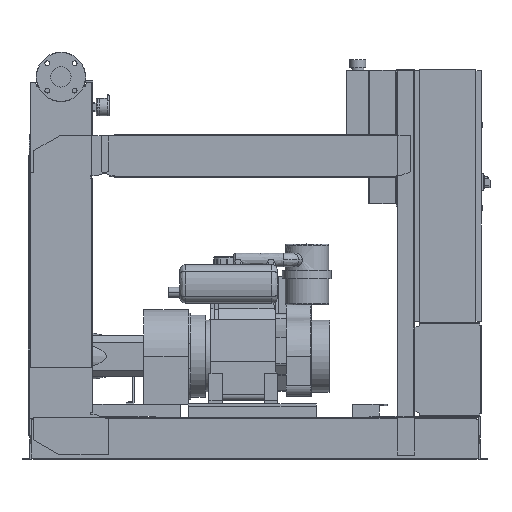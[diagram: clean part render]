
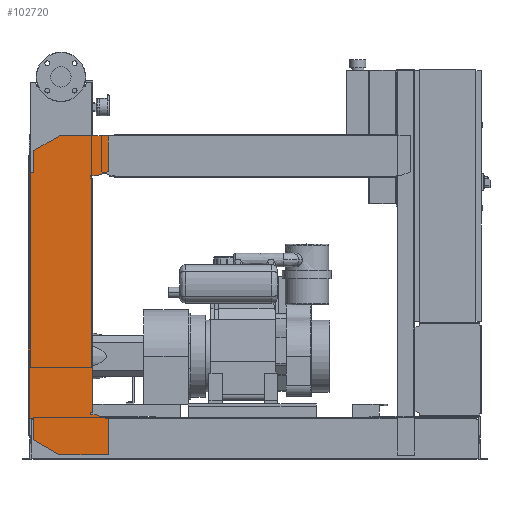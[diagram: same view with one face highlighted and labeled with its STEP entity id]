
A CAD part, front view. The second image highlights one B-rep face of the part: STEP entity #102720.
In plain terms, the highlighted free-form (B-spline) face has degree [1, 1] with [2, 2] control points.
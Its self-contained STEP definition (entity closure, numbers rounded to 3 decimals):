
#102205=CARTESIAN_POINT('',(-102.0,-463.5,1076.0));
#102206=VERTEX_POINT('',#102205);
#102213=CARTESIAN_POINT('',(-102.0,-463.5,1158.574));
#102214=VERTEX_POINT('',#102213);
#102215=CARTESIAN_POINT('',(-102.0,-463.5,1076.0));
#102216=DIRECTION('',(0.0,0.0,1.0));
#102217=VECTOR('',#102216,82.574);
#102218=LINE('',#102215,#102217);
#102219=EDGE_CURVE('',#102206,#102214,#102218,.T.);
#102237=CARTESIAN_POINT('',(-6.,-463.5,1214.0));
#102238=VERTEX_POINT('',#102237);
#102239=CARTESIAN_POINT('',(-102.0,-463.5,1158.574));
#102240=DIRECTION('',(0.866,0.0,0.5));
#102241=VECTOR('',#102240,110.851);
#102242=LINE('',#102239,#102241);
#102243=EDGE_CURVE('',#102214,#102238,#102242,.T.);
#102261=CARTESIAN_POINT('',(177.0,-463.5,1214.0));
#102262=VERTEX_POINT('',#102261);
#102263=CARTESIAN_POINT('',(-6.,-463.5,1214.0));
#102264=DIRECTION('',(1.0,0.0,0.0));
#102265=VECTOR('',#102264,183.0);
#102266=LINE('',#102263,#102265);
#102267=EDGE_CURVE('',#102238,#102262,#102266,.T.);
#102285=CARTESIAN_POINT('',(177.0,-463.5,1080.379));
#102286=VERTEX_POINT('',#102285);
#102287=CARTESIAN_POINT('',(177.0,-463.5,1214.0));
#102288=DIRECTION('',(0.0,0.0,-1.0));
#102289=VECTOR('',#102288,133.621);
#102290=LINE('',#102287,#102289);
#102291=EDGE_CURVE('',#102262,#102286,#102290,.T.);
#102309=CARTESIAN_POINT('',(132.,-463.5,1064.0));
#102310=VERTEX_POINT('',#102309);
#102311=CARTESIAN_POINT('',(177.0,-463.5,1080.379));
#102312=DIRECTION('',(-0.94,0.0,-0.342));
#102313=VECTOR('',#102312,47.888);
#102314=LINE('',#102311,#102313);
#102315=EDGE_CURVE('',#102286,#102310,#102314,.T.);
#102333=CARTESIAN_POINT('',(112.0,-463.5,1064.0));
#102334=VERTEX_POINT('',#102333);
#102335=CARTESIAN_POINT('',(132.,-463.5,1064.0));
#102336=DIRECTION('',(-1.0,0.0,0.0));
#102337=VECTOR('',#102336,20.);
#102338=LINE('',#102335,#102337);
#102339=EDGE_CURVE('',#102310,#102334,#102338,.T.);
#102357=CARTESIAN_POINT('',(112.0,-463.5,1056.0));
#102358=VERTEX_POINT('',#102357);
#102359=CARTESIAN_POINT('',(112.0,-463.5,1064.0));
#102360=DIRECTION('',(0.0,0.0,-1.0));
#102361=VECTOR('',#102360,8.0);
#102362=LINE('',#102359,#102361);
#102363=EDGE_CURVE('',#102334,#102358,#102362,.T.);
#102381=CARTESIAN_POINT('',(120.,-463.5,1056.0));
#102382=VERTEX_POINT('',#102381);
#102383=CARTESIAN_POINT('',(112.0,-463.5,1056.0));
#102384=DIRECTION('',(1.0,0.0,0.0));
#102385=VECTOR('',#102384,8.);
#102386=LINE('',#102383,#102385);
#102387=EDGE_CURVE('',#102358,#102382,#102386,.T.);
#102405=CARTESIAN_POINT('',(120.,-463.5,176.));
#102406=VERTEX_POINT('',#102405);
#102417=CARTESIAN_POINT('',(120.,-463.5,1056.0));
#102418=DIRECTION('',(0.0,0.0,-1.0));
#102419=VECTOR('',#102418,880.);
#102420=LINE('',#102417,#102419);
#102421=EDGE_CURVE('',#102382,#102406,#102420,.T.);
#102435=CARTESIAN_POINT('',(112.,-463.5,176.));
#102436=VERTEX_POINT('',#102435);
#102437=CARTESIAN_POINT('',(120.,-463.5,176.));
#102438=DIRECTION('',(-1.0,0.0,0.0));
#102439=VECTOR('',#102438,8.);
#102440=LINE('',#102437,#102439);
#102441=EDGE_CURVE('',#102406,#102436,#102440,.T.);
#102459=CARTESIAN_POINT('',(112.,-463.5,168.));
#102460=VERTEX_POINT('',#102459);
#102461=CARTESIAN_POINT('',(112.,-463.5,176.));
#102462=DIRECTION('',(0.0,0.0,-1.0));
#102463=VECTOR('',#102462,8.0);
#102464=LINE('',#102461,#102463);
#102465=EDGE_CURVE('',#102436,#102460,#102464,.T.);
#102483=CARTESIAN_POINT('',(132.,-463.5,168.));
#102484=VERTEX_POINT('',#102483);
#102485=CARTESIAN_POINT('',(112.,-463.5,168.));
#102486=DIRECTION('',(1.0,0.0,0.0));
#102487=VECTOR('',#102486,20.0);
#102488=LINE('',#102485,#102487);
#102489=EDGE_CURVE('',#102460,#102484,#102488,.T.);
#102507=CARTESIAN_POINT('',(177.,-463.5,151.621));
#102508=VERTEX_POINT('',#102507);
#102509=CARTESIAN_POINT('',(132.,-463.5,168.));
#102510=DIRECTION('',(0.94,0.0,-0.342));
#102511=VECTOR('',#102510,47.888);
#102512=LINE('',#102509,#102511);
#102513=EDGE_CURVE('',#102484,#102508,#102512,.T.);
#102531=CARTESIAN_POINT('',(177.,-463.5,18.0));
#102532=VERTEX_POINT('',#102531);
#102533=CARTESIAN_POINT('',(177.,-463.5,151.621));
#102534=DIRECTION('',(0.0,0.0,-1.0));
#102535=VECTOR('',#102534,133.621);
#102536=LINE('',#102533,#102535);
#102537=EDGE_CURVE('',#102508,#102532,#102536,.T.);
#102555=CARTESIAN_POINT('',(-4.,-463.5,18.0));
#102556=VERTEX_POINT('',#102555);
#102557=CARTESIAN_POINT('',(177.,-463.5,18.0));
#102558=DIRECTION('',(-1.0,0.0,0.0));
#102559=VECTOR('',#102558,181.);
#102560=LINE('',#102557,#102559);
#102561=EDGE_CURVE('',#102532,#102556,#102560,.T.);
#102579=CARTESIAN_POINT('',(-102.,-463.5,74.58));
#102580=VERTEX_POINT('',#102579);
#102581=CARTESIAN_POINT('',(-4.,-463.5,18.0));
#102582=DIRECTION('',(-0.866,0.,0.5));
#102583=VECTOR('',#102582,113.161);
#102584=LINE('',#102581,#102583);
#102585=EDGE_CURVE('',#102556,#102580,#102584,.T.);
#102603=CARTESIAN_POINT('',(-102.,-463.5,156.0));
#102604=VERTEX_POINT('',#102603);
#102605=CARTESIAN_POINT('',(-102.,-463.5,74.58));
#102606=DIRECTION('',(0.0,0.0,1.0));
#102607=VECTOR('',#102606,81.42);
#102608=LINE('',#102605,#102607);
#102609=EDGE_CURVE('',#102580,#102604,#102608,.T.);
#102627=CARTESIAN_POINT('',(-122.,-463.5,156.0));
#102628=VERTEX_POINT('',#102627);
#102629=CARTESIAN_POINT('',(-102.,-463.5,156.0));
#102630=DIRECTION('',(-1.0,0.0,0.0));
#102631=VECTOR('',#102630,20.0);
#102632=LINE('',#102629,#102631);
#102633=EDGE_CURVE('',#102604,#102628,#102632,.T.);
#102651=CARTESIAN_POINT('',(-122.0,-463.5,1076.0));
#102652=VERTEX_POINT('',#102651);
#102665=CARTESIAN_POINT('',(-122.,-463.5,156.0));
#102666=DIRECTION('',(0.0,0.0,1.0));
#102667=VECTOR('',#102666,920.0);
#102668=LINE('',#102665,#102667);
#102669=EDGE_CURVE('',#102628,#102652,#102668,.T.);
#102683=CARTESIAN_POINT('',(-122.0,-463.5,1076.0));
#102684=DIRECTION('',(1.0,0.0,0.0));
#102685=VECTOR('',#102684,20.0);
#102686=LINE('',#102683,#102685);
#102687=EDGE_CURVE('',#102652,#102206,#102686,.T.);
#102693=CARTESIAN_POINT('',(-122.,-463.5,18.0));
#102694=CARTESIAN_POINT('',(177.0,-463.5,18.0));
#102695=CARTESIAN_POINT('',(-122.,-463.5,1214.0));
#102696=CARTESIAN_POINT('',(177.0,-463.5,1214.0));
#102697=B_SPLINE_SURFACE_WITH_KNOTS('',1,1,((#102693,#102695),(#102694,#102696)),.UNSPECIFIED.,.F.,.F.,.U.,(2,2),(2,2),(0.0,299.),(0.0,1196.0),.UNSPECIFIED.);
#102698=ORIENTED_EDGE('',*,*,#102687,.F.);
#102699=ORIENTED_EDGE('',*,*,#102669,.F.);
#102700=ORIENTED_EDGE('',*,*,#102633,.F.);
#102701=ORIENTED_EDGE('',*,*,#102609,.F.);
#102702=ORIENTED_EDGE('',*,*,#102585,.F.);
#102703=ORIENTED_EDGE('',*,*,#102561,.F.);
#102704=ORIENTED_EDGE('',*,*,#102537,.F.);
#102705=ORIENTED_EDGE('',*,*,#102513,.F.);
#102706=ORIENTED_EDGE('',*,*,#102489,.F.);
#102707=ORIENTED_EDGE('',*,*,#102465,.F.);
#102708=ORIENTED_EDGE('',*,*,#102441,.F.);
#102709=ORIENTED_EDGE('',*,*,#102421,.F.);
#102710=ORIENTED_EDGE('',*,*,#102387,.F.);
#102711=ORIENTED_EDGE('',*,*,#102363,.F.);
#102712=ORIENTED_EDGE('',*,*,#102339,.F.);
#102713=ORIENTED_EDGE('',*,*,#102315,.F.);
#102714=ORIENTED_EDGE('',*,*,#102291,.F.);
#102715=ORIENTED_EDGE('',*,*,#102267,.F.);
#102716=ORIENTED_EDGE('',*,*,#102243,.F.);
#102717=ORIENTED_EDGE('',*,*,#102219,.F.);
#102718=EDGE_LOOP('',(#102698,#102699,#102700,#102701,#102702,#102703,#102704,#102705,#102706,#102707,#102708,#102709,#102710,#102711,#102712,#102713,#102714,#102715,#102716,#102717));
#102719=FACE_OUTER_BOUND('',#102718,.T.);
#102720=ADVANCED_FACE('',(#102719),#102697,.T.);
